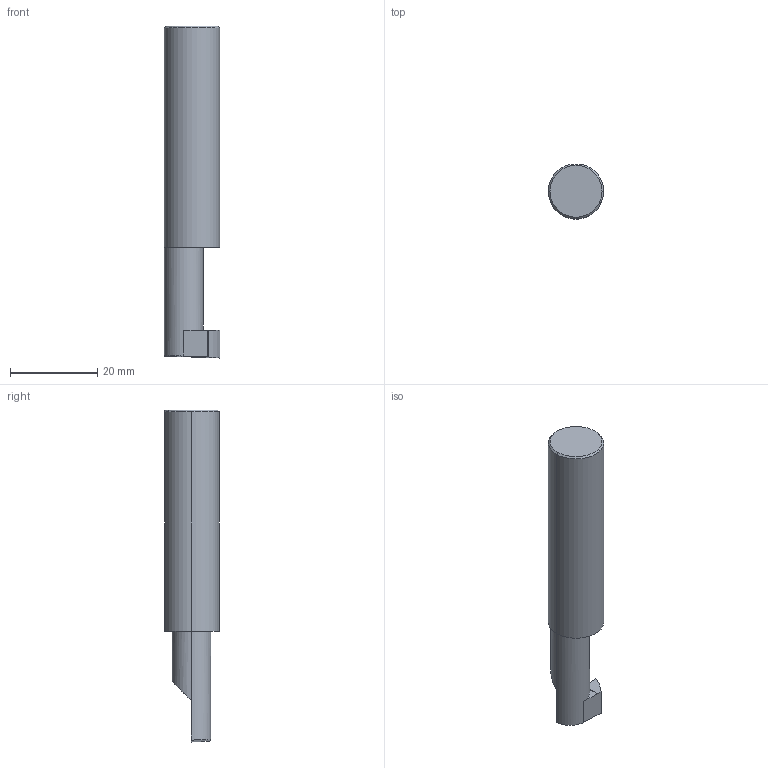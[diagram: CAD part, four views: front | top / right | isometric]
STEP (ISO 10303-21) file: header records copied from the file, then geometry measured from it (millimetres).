
FILE_DESCRIPTION (( 'STEP AP214' ), '1' );
FILE_NAME ('Micro_RRL-250-16.STEP', '2021-09-07T23:43:50', ( '' ), ( '' ), 'SwSTEP 2.0', 'SolidWorks 2020', '' );
FILE_SCHEMA (( 'AUTOMOTIVE_DESIGN' ));
Length unit declared in the file: inch
Products named in the file (1): Micro_RRL-250-16
Bounding box: 12.7 x 12.45 x 76.2 mm (x, y, z)
Volume: 7712.2 mm3; surface area: 2974.3 mm2
Topology: 1 solids, 1 shells, 20 faces, 47 edges, 29 vertices
Faces by surface type: plane 11, cylinder 7, cone 2
Entity records: 616 total; most frequent: CARTESIAN_POINT 124, DIRECTION 95, ORIENTED_EDGE 94, EDGE_CURVE 47, AXIS2_PLACEMENT_3D 34, VERTEX_POINT 29, LINE 27, VECTOR 27
